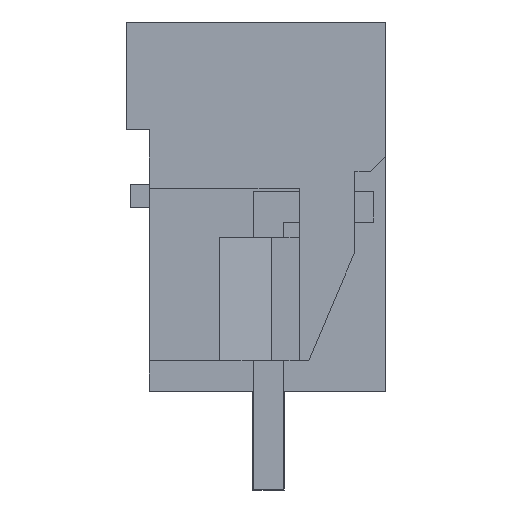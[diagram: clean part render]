
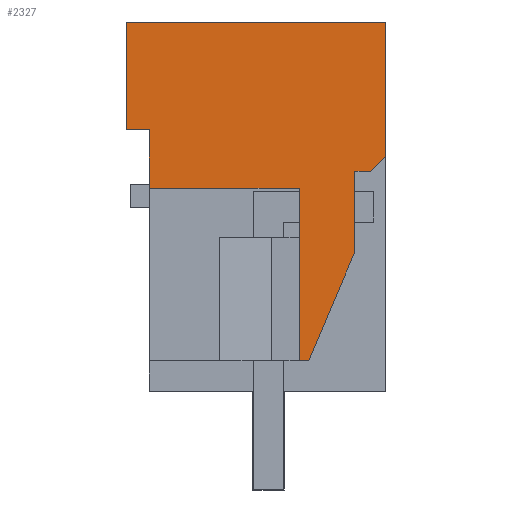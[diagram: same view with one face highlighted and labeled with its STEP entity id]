
A CAD part, left-side view. The second image highlights one B-rep face of the part: STEP entity #2327.
In plain terms, the highlighted planar face has unit normal (-1, 0, 0).
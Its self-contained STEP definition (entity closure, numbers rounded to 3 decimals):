
#2252=AXIS2_PLACEMENT_3D('Plane Axis2P3D',#2249,#2250,#2251) ;
#1001=CARTESIAN_POINT('Vertex',(0.,0.,15.2)) ;
#1004=CARTESIAN_POINT('Line Origine',(0.,0.,13.023)) ;
#1008=CARTESIAN_POINT('Vertex',(0.,0.,10.846)) ;
#1508=CARTESIAN_POINT('Vertex',(0.,7.68,9.8)) ;
#1511=CARTESIAN_POINT('Line Origine',(0.,7.68,10.75)) ;
#1515=CARTESIAN_POINT('Vertex',(0.,7.68,11.7)) ;
#2230=CARTESIAN_POINT('Line Origine',(0.,0.25,10.596)) ;
#2234=CARTESIAN_POINT('Vertex',(0.,0.5,10.346)) ;
#2249=CARTESIAN_POINT('Axis2P3D Location',(0.,-1.5,3.2)) ;
#2254=CARTESIAN_POINT('Line Origine',(0.,4.215,15.2)) ;
#2258=CARTESIAN_POINT('Vertex',(0.,8.43,15.2)) ;
#2261=CARTESIAN_POINT('Line Origine',(0.,8.43,13.45)) ;
#2265=CARTESIAN_POINT('Vertex',(0.,8.43,11.7)) ;
#2268=CARTESIAN_POINT('Line Origine',(0.,8.055,11.7)) ;
#2273=CARTESIAN_POINT('Line Origine',(0.,5.245,9.8)) ;
#2277=CARTESIAN_POINT('Vertex',(0.,2.81,9.8)) ;
#2280=CARTESIAN_POINT('Line Origine',(0.,2.81,7.)) ;
#2284=CARTESIAN_POINT('Vertex',(0.,2.81,4.2)) ;
#2287=CARTESIAN_POINT('Line Origine',(0.,2.655,4.2)) ;
#2291=CARTESIAN_POINT('Vertex',(0.,2.501,4.2)) ;
#2294=CARTESIAN_POINT('Line Origine',(0.,1.752,5.968)) ;
#2298=CARTESIAN_POINT('Vertex',(0.,1.003,7.735)) ;
#2301=CARTESIAN_POINT('Line Origine',(0.,1.003,9.041)) ;
#2305=CARTESIAN_POINT('Vertex',(0.,1.003,10.346)) ;
#2308=CARTESIAN_POINT('Line Origine',(0.,0.751,10.346)) ;
#1005=DIRECTION('Vector Direction',(0.,0.,1.)) ;
#1512=DIRECTION('Vector Direction',(0.,0.,-1.)) ;
#2231=DIRECTION('Vector Direction',(0.,-0.707,0.707)) ;
#2250=DIRECTION('Axis2P3D Direction',(-1.,0.,0.)) ;
#2251=DIRECTION('Axis2P3D XDirection',(0.,0.,1.)) ;
#2255=DIRECTION('Vector Direction',(0.,1.,0.)) ;
#2262=DIRECTION('Vector Direction',(0.,0.,-1.)) ;
#2269=DIRECTION('Vector Direction',(0.,-1.,0.)) ;
#2274=DIRECTION('Vector Direction',(0.,-1.,0.)) ;
#2281=DIRECTION('Vector Direction',(0.,0.,-1.)) ;
#2288=DIRECTION('Vector Direction',(0.,1.,0.)) ;
#2295=DIRECTION('Vector Direction',(0.,0.39,-0.921)) ;
#2302=DIRECTION('Vector Direction',(0.,0.,-1.)) ;
#2309=DIRECTION('Vector Direction',(0.,-1.,0.)) ;
#1006=VECTOR('Line Direction',#1005,1.) ;
#1513=VECTOR('Line Direction',#1512,1.) ;
#2232=VECTOR('Line Direction',#2231,1.) ;
#2256=VECTOR('Line Direction',#2255,1.) ;
#2263=VECTOR('Line Direction',#2262,1.) ;
#2270=VECTOR('Line Direction',#2269,1.) ;
#2275=VECTOR('Line Direction',#2274,1.) ;
#2282=VECTOR('Line Direction',#2281,1.) ;
#2289=VECTOR('Line Direction',#2288,1.) ;
#2296=VECTOR('Line Direction',#2295,1.) ;
#2303=VECTOR('Line Direction',#2302,1.) ;
#2310=VECTOR('Line Direction',#2309,1.) ;
#2314=ORIENTED_EDGE('',*,*,#1010,.T.) ;
#2315=ORIENTED_EDGE('',*,*,#2260,.T.) ;
#2316=ORIENTED_EDGE('',*,*,#2267,.T.) ;
#2317=ORIENTED_EDGE('',*,*,#2272,.T.) ;
#2318=ORIENTED_EDGE('',*,*,#1517,.T.) ;
#2319=ORIENTED_EDGE('',*,*,#2279,.T.) ;
#2320=ORIENTED_EDGE('',*,*,#2286,.T.) ;
#2321=ORIENTED_EDGE('',*,*,#2293,.F.) ;
#2322=ORIENTED_EDGE('',*,*,#2300,.F.) ;
#2323=ORIENTED_EDGE('',*,*,#2307,.F.) ;
#2324=ORIENTED_EDGE('',*,*,#2312,.F.) ;
#2325=ORIENTED_EDGE('',*,*,#2236,.F.) ;
#2327=ADVANCED_FACE('HOUSING',(#2326),#2253,.T.) ;
#1010=EDGE_CURVE('',#1009,#1002,#1007,.T.) ;
#1517=EDGE_CURVE('',#1516,#1509,#1514,.T.) ;
#2236=EDGE_CURVE('',#1009,#2235,#2233,.F.) ;
#2260=EDGE_CURVE('',#1002,#2259,#2257,.T.) ;
#2267=EDGE_CURVE('',#2259,#2266,#2264,.T.) ;
#2272=EDGE_CURVE('',#2266,#1516,#2271,.T.) ;
#2279=EDGE_CURVE('',#1509,#2278,#2276,.T.) ;
#2286=EDGE_CURVE('',#2278,#2285,#2283,.T.) ;
#2293=EDGE_CURVE('',#2292,#2285,#2290,.T.) ;
#2300=EDGE_CURVE('',#2299,#2292,#2297,.T.) ;
#2307=EDGE_CURVE('',#2306,#2299,#2304,.T.) ;
#2312=EDGE_CURVE('',#2235,#2306,#2311,.F.) ;
#2313=EDGE_LOOP('',(#2314,#2315,#2316,#2317,#2318,#2319,#2320,#2321,#2322,#2323,#2324,#2325)) ;
#2326=FACE_OUTER_BOUND('',#2313,.T.) ;
#1007=LINE('Line',#1004,#1006) ;
#1514=LINE('Line',#1511,#1513) ;
#2233=LINE('Line',#2230,#2232) ;
#2257=LINE('Line',#2254,#2256) ;
#2264=LINE('Line',#2261,#2263) ;
#2271=LINE('Line',#2268,#2270) ;
#2276=LINE('Line',#2273,#2275) ;
#2283=LINE('Line',#2280,#2282) ;
#2290=LINE('Line',#2287,#2289) ;
#2297=LINE('Line',#2294,#2296) ;
#2304=LINE('Line',#2301,#2303) ;
#2311=LINE('Line',#2308,#2310) ;
#2253=PLANE('',#2252) ;
#1002=VERTEX_POINT('',#1001) ;
#1009=VERTEX_POINT('',#1008) ;
#1509=VERTEX_POINT('',#1508) ;
#1516=VERTEX_POINT('',#1515) ;
#2235=VERTEX_POINT('',#2234) ;
#2259=VERTEX_POINT('',#2258) ;
#2266=VERTEX_POINT('',#2265) ;
#2278=VERTEX_POINT('',#2277) ;
#2285=VERTEX_POINT('',#2284) ;
#2292=VERTEX_POINT('',#2291) ;
#2299=VERTEX_POINT('',#2298) ;
#2306=VERTEX_POINT('',#2305) ;
